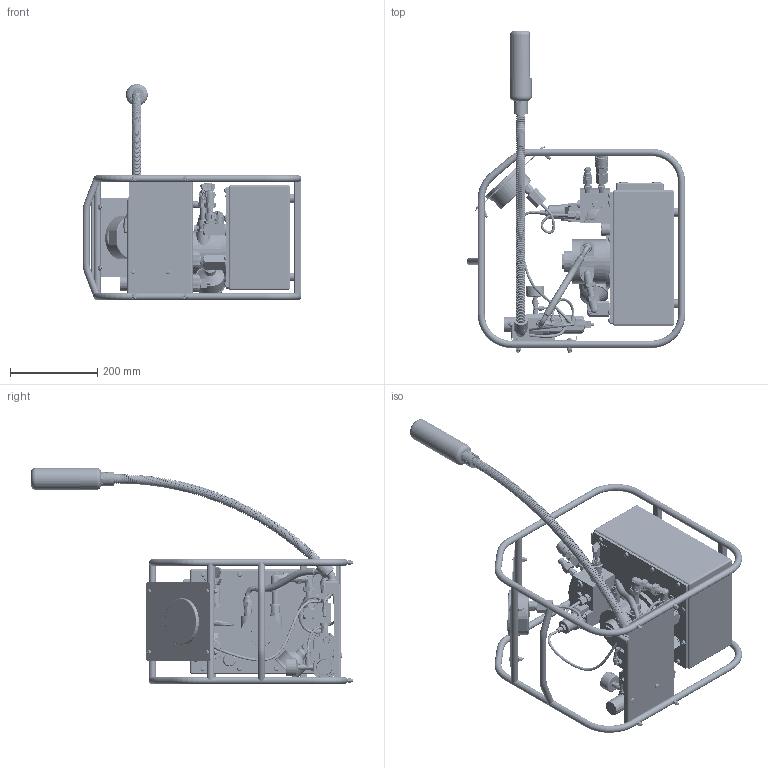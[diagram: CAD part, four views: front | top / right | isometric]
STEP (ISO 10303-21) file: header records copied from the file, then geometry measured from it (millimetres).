
FILE_DESCRIPTION (( 'STEP AP203' ), '1' );
FILE_NAME ('TPA07A (simplified).STEP', '2015-01-05T10:41:08', ( '' ), ( '' ), 'SwSTEP 2.0', 'SolidWorks 2014', '' );
FILE_SCHEMA (( 'CONFIG_CONTROL_DESIGN' ));
Products named in the file (1): TPA07A (simplified)
Bounding box: 501 x 738.02 x 495.13 mm (x, y, z)
Volume: 16199158.2 mm3; surface area: 1636312.5 mm2
Topology: 221 solids, 221 shells, 6881 faces, 16330 edges, 10164 vertices
Faces by surface type: plane 2120, torus 1582, cylinder 1508, cone 1411, bspline 234, sphere 26
Entity records: 243291 total; most frequent: CARTESIAN_POINT 89657, ORIENTED_EDGE 32564, DIRECTION 31521, EDGE_CURVE 16282, AXIS2_PLACEMENT_3D 13044, VERTEX_POINT 10154, EDGE_LOOP 7250, ADVANCED_FACE 6881
